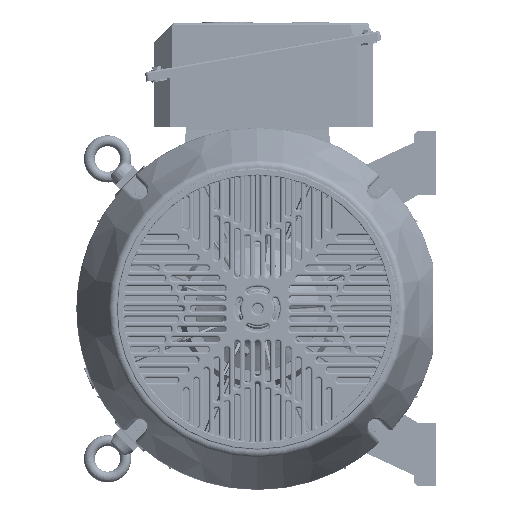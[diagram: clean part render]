
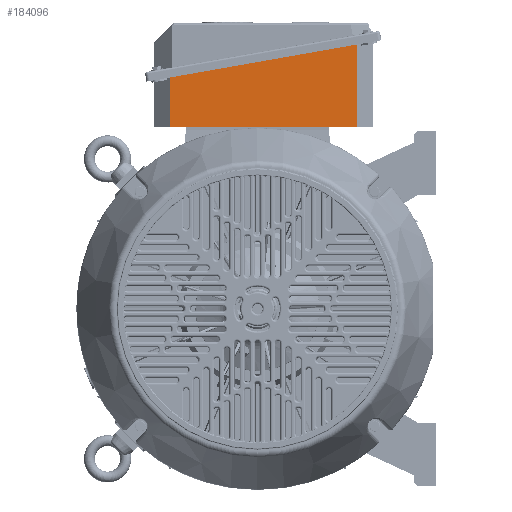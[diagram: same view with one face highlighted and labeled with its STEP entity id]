
A CAD part, left-side view. The second image highlights one B-rep face of the part: STEP entity #184096.
In plain terms, the highlighted face is planar.
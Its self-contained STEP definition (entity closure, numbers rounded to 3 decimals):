
#3750 = DIRECTION ( 'NONE',  ( 0., 1., 0. ) ) ;
#3751 = VECTOR ( 'NONE', #3750, 1000. ) ;
#3753 = CARTESIAN_POINT ( 'NONE',  ( 318.031, 0., 149. ) ) ;
#3755 = LINE ( 'NONE', #3753, #3751 ) ;
#3775 = CARTESIAN_POINT ( 'NONE',  ( 318.031, 131.501, 149. ) ) ;
#3814 = CARTESIAN_POINT ( 'NONE',  ( 318.031, 3., 149. ) ) ;
#4284 = CARTESIAN_POINT ( 'NONE',  ( 25.515, 79.923, 149. ) ) ;
#4297 = DIRECTION ( 'NONE',  ( 0., -1., 0. ) ) ;
#4298 = VECTOR ( 'NONE', #4297, 1000. ) ;
#4299 = CARTESIAN_POINT ( 'NONE',  ( 25.515, 0., 149. ) ) ;
#4301 = LINE ( 'NONE', #4299, #4298 ) ;
#4334 = CARTESIAN_POINT ( 'NONE',  ( 25.515, 3., 149. ) ) ;
#4364 = DIRECTION ( 'NONE',  ( -1., 0., 0. ) ) ;
#4365 = VECTOR ( 'NONE', #4364, 1000. ) ;
#4367 = CARTESIAN_POINT ( 'NONE',  ( 0., 3., 149. ) ) ;
#4387 = LINE ( 'NONE', #4367, #4365 ) ;
#4390 = DIRECTION ( 'NONE',  ( -1., 0., 0. ) ) ;
#4392 = DIRECTION ( 'NONE',  ( 0., 0., -1. ) ) ;
#4394 = AXIS2_PLACEMENT_3D ( 'NONE', #4400, #4392, #4390 ) ;
#4400 = CARTESIAN_POINT ( 'NONE',  ( 0., 0., 149. ) ) ;
#4401 = PLANE ( 'NONE',  #4394 ) ;
#4403 = FACE_OUTER_BOUND ( 'NONE', #184099, .T. ) ;
#4451 = DIRECTION ( 'NONE',  ( 0.985, 0.174, 0. ) ) ;
#4452 = VECTOR ( 'NONE', #4451, 1000. ) ;
#4453 = CARTESIAN_POINT ( 'NONE',  ( -12.898, 73.149, 149. ) ) ;
#4455 = LINE ( 'NONE', #4453, #4452 ) ;
#183898 = VERTEX_POINT ( 'NONE', #3775 ) ;
#183904 = EDGE_CURVE ( 'NONE', #183932, #183898, #3755, .T. ) ;
#183932 = VERTEX_POINT ( 'NONE', #3814 ) ;
#184077 = VERTEX_POINT ( 'NONE', #4334 ) ;
#184089 = EDGE_CURVE ( 'NONE', #184091, #184077, #4301, .T. ) ;
#184091 = VERTEX_POINT ( 'NONE', #4284 ) ;
#184096 = ADVANCED_FACE ( 'NONE', ( #4403 ), #4401, .F. ) ;
#184099 = EDGE_LOOP ( 'NONE', ( #184102, #184112, #184116, #184121 ) ) ;
#184102 = ORIENTED_EDGE ( 'NONE', *, *, #184107, .F. ) ;
#184107 = EDGE_CURVE ( 'NONE', #183932, #184077, #4387, .T. ) ;
#184112 = ORIENTED_EDGE ( 'NONE', *, *, #183904, .T. ) ;
#184116 = ORIENTED_EDGE ( 'NONE', *, *, #184118, .F. ) ;
#184118 = EDGE_CURVE ( 'NONE', #184091, #183898, #4455, .T. ) ;
#184121 = ORIENTED_EDGE ( 'NONE', *, *, #184089, .T. ) ;
